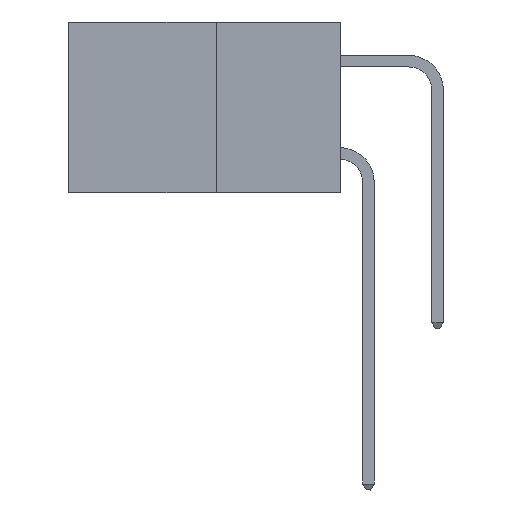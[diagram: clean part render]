
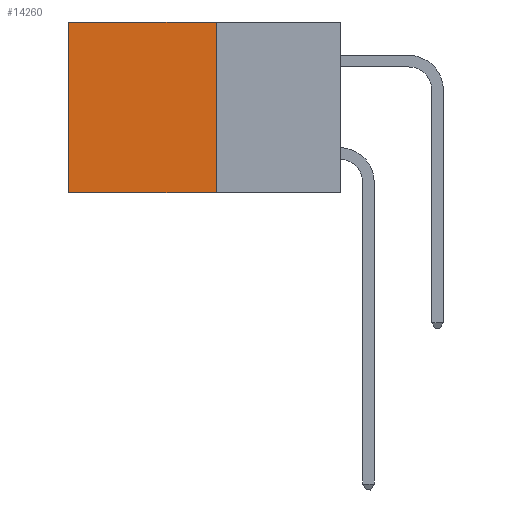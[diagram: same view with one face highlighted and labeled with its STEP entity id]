
A CAD part, left-side view. The second image highlights one B-rep face of the part: STEP entity #14260.
In plain terms, the highlighted planar face has unit normal (-1, 0, 0).
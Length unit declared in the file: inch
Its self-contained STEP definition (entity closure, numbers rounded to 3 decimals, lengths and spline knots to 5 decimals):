
#135 = DIRECTION ( 'NONE',  ( 0., 0., -1. ) ) ;
#377 = VERTEX_POINT ( 'NONE', #8139 ) ;
#685 = VERTEX_POINT ( 'NONE', #3912 ) ;
#1305 = VECTOR ( 'NONE', #9868, 39.37008 ) ;
#1606 = VERTEX_POINT ( 'NONE', #10864 ) ;
#2223 = ORIENTED_EDGE ( 'NONE', *, *, #3455, .F. ) ;
#2591 = ORIENTED_EDGE ( 'NONE', *, *, #4970, .T. ) ;
#2629 = EDGE_CURVE ( 'NONE', #14405, #685, #12231, .T. ) ;
#2980 = VECTOR ( 'NONE', #12741, 39.37008 ) ;
#3121 = DIRECTION ( 'NONE',  ( 0., 0., -1. ) ) ;
#3455 = EDGE_CURVE ( 'NONE', #685, #1606, #4470, .T. ) ;
#3548 = CARTESIAN_POINT ( 'NONE',  ( 0.277, 0.27, -0.37 ) ) ;
#3912 = CARTESIAN_POINT ( 'NONE',  ( 0.277, 0.27, -0.37 ) ) ;
#4060 = CARTESIAN_POINT ( 'NONE',  ( 0.277, 0.27, 0. ) ) ;
#4470 = LINE ( 'NONE', #9831, #1305 ) ;
#4970 = EDGE_CURVE ( 'NONE', #14405, #377, #14805, .T. ) ;
#6209 = DIRECTION ( 'NONE',  ( 1., 0., 0. ) ) ;
#6354 = EDGE_CURVE ( 'NONE', #377, #1606, #8985, .T. ) ;
#8139 = CARTESIAN_POINT ( 'NONE',  ( 0.277, 0.59, 0. ) ) ;
#8985 = LINE ( 'NONE', #12949, #14607 ) ;
#9222 = VECTOR ( 'NONE', #3121, 39.37008 ) ;
#9831 = CARTESIAN_POINT ( 'NONE',  ( 0.277, 0.27, -0.37 ) ) ;
#9868 = DIRECTION ( 'NONE',  ( 0., 1., 0. ) ) ;
#10467 = FACE_OUTER_BOUND ( 'NONE', #14741, .T. ) ;
#10722 = PLANE ( 'NONE',  #12733 ) ;
#10864 = CARTESIAN_POINT ( 'NONE',  ( 0.277, 0.59, -0.37 ) ) ;
#11102 = ORIENTED_EDGE ( 'NONE', *, *, #6354, .T. ) ;
#11450 = ORIENTED_EDGE ( 'NONE', *, *, #2629, .F. ) ;
#11597 = CARTESIAN_POINT ( 'NONE',  ( 0.277, 0.27, 0. ) ) ;
#12231 = LINE ( 'NONE', #3548, #9222 ) ;
#12733 = AXIS2_PLACEMENT_3D ( 'NONE', #13006, #6209, #14123 ) ;
#12741 = DIRECTION ( 'NONE',  ( 0., 1., 0. ) ) ;
#12949 = CARTESIAN_POINT ( 'NONE',  ( 0.277, 0.59, -0.37 ) ) ;
#13006 = CARTESIAN_POINT ( 'NONE',  ( 0.277, 0.27, -0.37 ) ) ;
#14123 = DIRECTION ( 'NONE',  ( 0., 0., -1. ) ) ;
#14260 = ADVANCED_FACE ( 'NONE', ( #10467 ), #10722, .F. ) ;
#14405 = VERTEX_POINT ( 'NONE', #4060 ) ;
#14607 = VECTOR ( 'NONE', #135, 39.37008 ) ;
#14741 = EDGE_LOOP ( 'NONE', ( #11102, #2223, #11450, #2591 ) ) ;
#14805 = LINE ( 'NONE', #11597, #2980 ) ;
